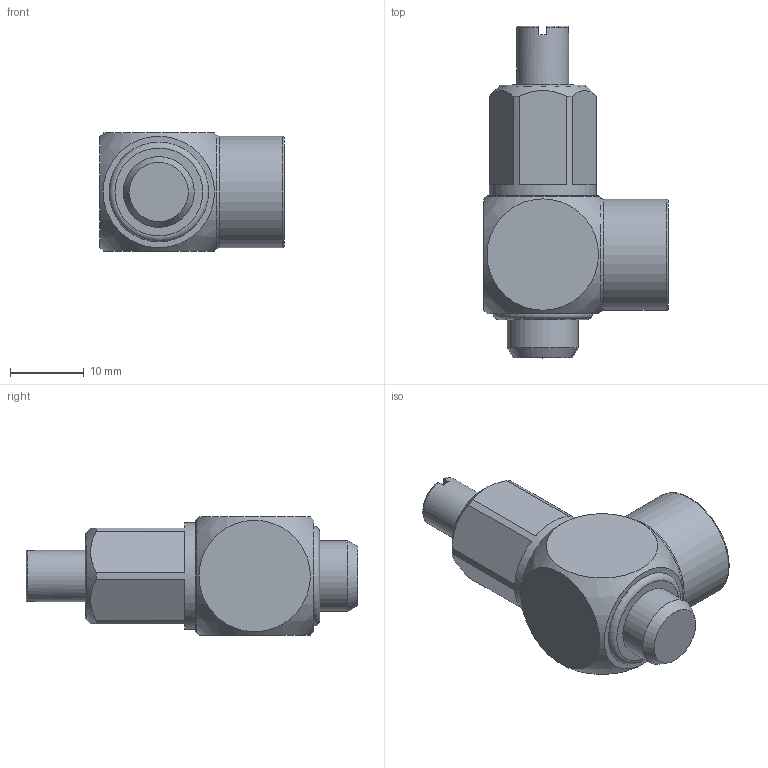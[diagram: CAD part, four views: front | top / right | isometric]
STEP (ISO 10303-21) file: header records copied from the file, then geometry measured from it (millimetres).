
FILE_DESCRIPTION (( 'STEP AP214' ), '1' );
FILE_NAME ('6607000001A.STEP', '2013-10-30T09:43:36', ( 'ST01' ), ( '' ), 'SwSTEP 2.0', 'SolidWorks 2012', '' );
FILE_SCHEMA (( 'AUTOMOTIVE_DESIGN' ));
Length unit declared in the file: millimetre
Products named in the file (1): 6607000001A
Bounding box: 25 x 45 x 16 mm (x, y, z)
Volume: 7829.9 mm3; surface area: 3012.9 mm2
Topology: 1 solids, 1 shells, 44 faces, 100 edges, 66 vertices
Faces by surface type: plane 27, torus 7, cylinder 6, cone 3, sphere 1
Full cylindrical faces by diameter (mm): 7 x1, 8.8 x1, 9.6 x1, 13.5 x1, 14.5 x1, 15.1 x1
Entity records: 1202 total; most frequent: CARTESIAN_POINT 263, DIRECTION 198, ORIENTED_EDGE 154, AXIS2_PLACEMENT_3D 86, EDGE_CURVE 77, EDGE_LOOP 68, VERTEX_POINT 59, FACE_OUTER_BOUND 56
